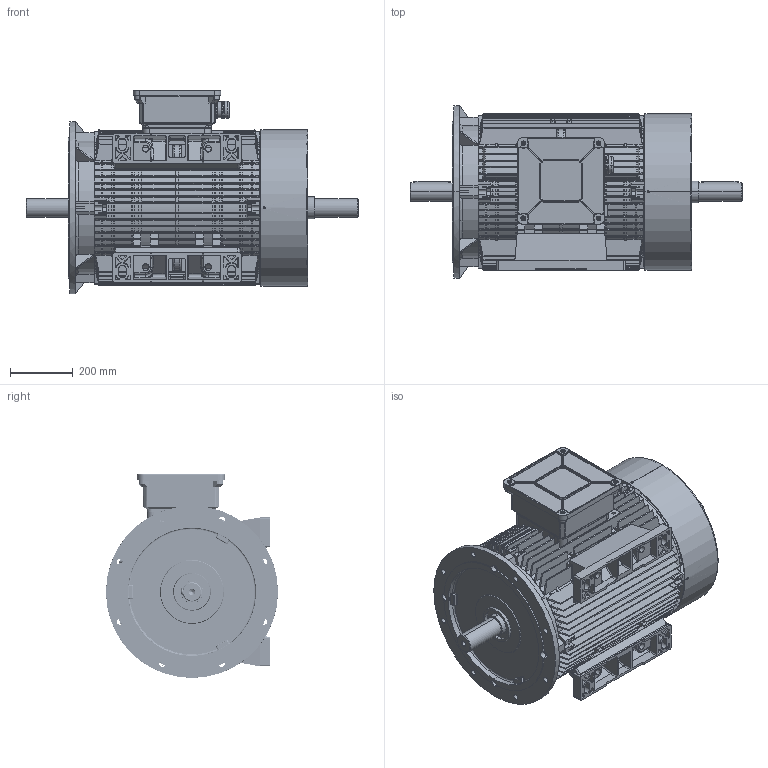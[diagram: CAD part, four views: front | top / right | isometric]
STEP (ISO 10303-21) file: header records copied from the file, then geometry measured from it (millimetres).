
FILE_DESCRIPTION (( 'STEP AP214' ), '1' );
FILE_NAME ('FCAP250 M-B3 B5-IC411-2 POLES-TB RIGHT-DOUBLE SHAFT.STEP', '2024-10-02T09:59:30', ( '' ), ( '' ), 'SwSTEP 2.0', 'SolidWorks 2024', '' );
FILE_SCHEMA (( 'AUTOMOTIVE_DESIGN' ));
Length unit declared in the file: millimetre
Products named in the file (19): Guarnizione scatola-coperchio 280T; Carcassa 280T; Tappo M50; Targhetta motore_LAMIERA ALLUMINIO; Distanziale est. 150 foro 130 sp.4; A37170 - PIEDE 250M; PRESSACAVO M50; Scatola morsetti 280T-All..-n.2 M50; Albero 250M - 2 poli - B3; Scudo Post. C250M d.150; Copriventola 250M - h.150 a dis. A29429; 18x11x120; Guarnizione scatola-motore 280SMT; Coprimorsettiera 280T; FCAP250 M-B3 B5-IC411-2 POLES-TB RIGHT-DOUBLE SHAFT; socket head cap screw_iso_ISO 4762 M6 x 25 --- 25N; Coperchio scatola morsetti 280T All.; socket head cap screw_iso_ISO 4762 M6 x 30 --- 30C; Flangia FC250M UNEL 550 ghisa
Assembly tree (27 placements, depth 3):
  FCAP250 M-B3 B5-IC411-2 POLES-TB RIGHT-DOUBLE SHAFT
    Albero 250M - 2 poli - B3  x2
    Flangia FC250M UNEL 550 ghisa
    Scudo Post. C250M d.150
    Distanziale est. 150 foro 130 sp.4
    18x11x120  x2
    A37170 - PIEDE 250M  x2
    Copriventola 250M - h.150 a dis. A29429
    Targhetta motore_LAMIERA ALLUMINIO
    Carcassa 280T
    Coprimorsettiera 280T
      Scatola morsetti 280T-All..-n.2 M50
      Guarnizione scatola-motore 280SMT
      Guarnizione scatola-coperchio 280T
      Coperchio scatola morsetti 280T All.
      socket head cap screw_iso_ISO 4762 M6 x 30 --- 30C  x6
      PRESSACAVO M50
      Tappo M50
      socket head cap screw_iso_ISO 4762 M6 x 25 --- 25N  x2
Bounding box: 1061 x 550 x 651.55 mm (x, y, z)
Volume: 35466058.4 mm3; surface area: 7343446.4 mm2
Topology: 26 solids, 27 shells, 7911 faces, 22267 edges, 14341 vertices
Faces by surface type: plane 3941, cylinder 2138, cone 996, torus 519, bspline 235, sphere 82
Entity records: 257905 total; most frequent: CARTESIAN_POINT 68422, ORIENTED_EDGE 41576, DIRECTION 36350, EDGE_CURVE 20788, VERTEX_POINT 13495, VECTOR 12916, LINE 12916, AXIS2_PLACEMENT_3D 11717
